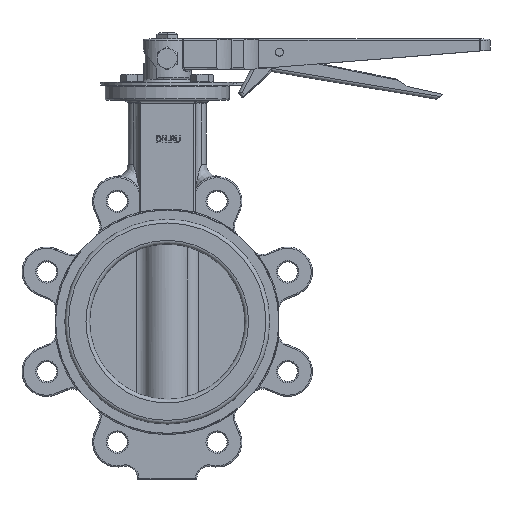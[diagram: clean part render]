
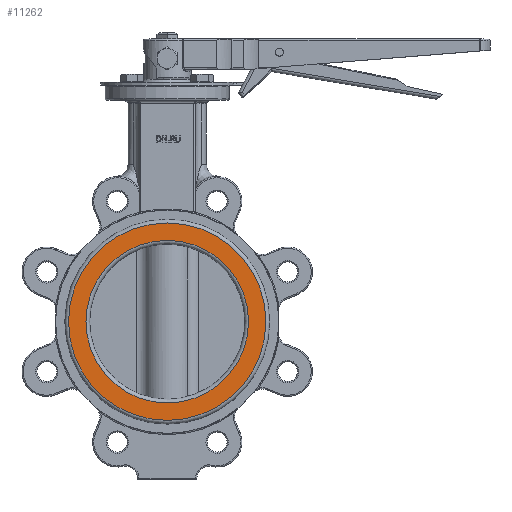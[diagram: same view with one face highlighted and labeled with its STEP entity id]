
A CAD part, top view. The second image highlights one B-rep face of the part: STEP entity #11262.
In plain terms, the highlighted planar face has unit normal (0, 0, 1).
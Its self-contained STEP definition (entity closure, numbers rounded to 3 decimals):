
#528=FACE_BOUND('',#1942,.T.);
#599=PLANE('',#12391);
#1254=FACE_OUTER_BOUND('',#1941,.T.);
#1941=EDGE_LOOP('',(#8244));
#1942=EDGE_LOOP('',(#8245));
#4266=CIRCLE('',#12388,65.5);
#4269=CIRCLE('',#12392,79.5);
#4927=VERTEX_POINT('',#20267);
#4929=VERTEX_POINT('',#20273);
#6156=EDGE_CURVE('',#4927,#4927,#4266,.T.);
#6159=EDGE_CURVE('',#4929,#4929,#4269,.T.);
#8244=ORIENTED_EDGE('',*,*,#6159,.F.);
#8245=ORIENTED_EDGE('',*,*,#6156,.F.);
#11262=ADVANCED_FACE('',(#1254,#528),#599,.T.);
#12388=AXIS2_PLACEMENT_3D('',#20268,#14291,#14292);
#12391=AXIS2_PLACEMENT_3D('',#20272,#14297,#14298);
#12392=AXIS2_PLACEMENT_3D('',#20274,#14299,#14300);
#14291=DIRECTION('center_axis',(0.,0.,1.));
#14292=DIRECTION('ref_axis',(-1.,0.,0.));
#14297=DIRECTION('center_axis',(0.,0.,1.));
#14298=DIRECTION('ref_axis',(1.,0.,0.));
#14299=DIRECTION('center_axis',(0.,0.,-1.));
#14300=DIRECTION('ref_axis',(-1.,0.,0.));
#20267=CARTESIAN_POINT('',(65.5,0.,32.));
#20268=CARTESIAN_POINT('Origin',(0.,0.,32.));
#20272=CARTESIAN_POINT('Origin',(0.,0.,32.));
#20273=CARTESIAN_POINT('',(-79.5,0.,32.));
#20274=CARTESIAN_POINT('Origin',(0.,0.,32.));
